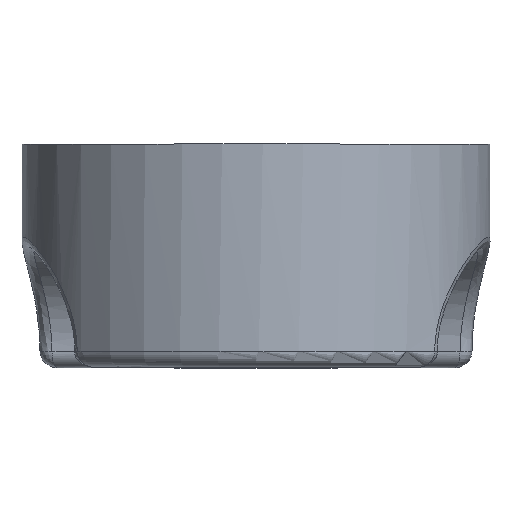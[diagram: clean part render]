
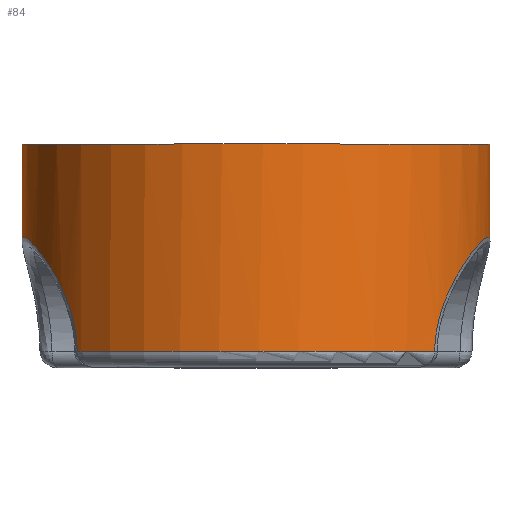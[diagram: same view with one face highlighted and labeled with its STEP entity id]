
A CAD part, top view. The second image highlights one B-rep face of the part: STEP entity #84.
In plain terms, the highlighted cylindrical face has radius 29.347 mm (diameter 58.694 mm), a full revolution.
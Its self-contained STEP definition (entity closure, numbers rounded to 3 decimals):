
#84=ADVANCED_FACE('',(#446,#448),#450,.T.);
#446=FACE_BOUND('',#447,.T.);
#447=EDGE_LOOP('',(#5510,#5511,#5512,#5513,#5514));
#448=FACE_OUTER_BOUND('',#449,.T.);
#449=EDGE_LOOP('',(#5515));
#450=CYLINDRICAL_SURFACE('',#451,29.347);
#451=AXIS2_PLACEMENT_3D('',#452,#453,#454);
#452=CARTESIAN_POINT('',(-20.,0.,20.5));
#453=DIRECTION('',(0.,1.,0.));
#454=DIRECTION('',(0.747,0.,0.664));
#5510=ORIENTED_EDGE('',*,*,#5679,.T.);
#5511=ORIENTED_EDGE('',*,*,#5680,.T.);
#5512=ORIENTED_EDGE('',*,*,#5681,.T.);
#5513=ORIENTED_EDGE('',*,*,#5682,.T.);
#5514=ORIENTED_EDGE('',*,*,#5683,.T.);
#5515=ORIENTED_EDGE('',*,*,#5672,.F.);
#5672=EDGE_CURVE('',#5760,#5760,#5761,.T.);
#5679=EDGE_CURVE('',#5774,#5775,#5776,.T.);
#5680=EDGE_CURVE('',#5775,#5777,#5778,.F.);
#5681=EDGE_CURVE('',#5777,#5779,#5780,.T.);
#5682=EDGE_CURVE('',#5779,#5781,#5782,.T.);
#5683=EDGE_CURVE('',#5781,#5774,#5783,.F.);
#5760=VERTEX_POINT('',#5914);
#5761=CIRCLE('',#5915,29.347);
#5774=VERTEX_POINT('',#5945);
#5775=VERTEX_POINT('',#5946);
#5776=CIRCLE('',#5947,29.347);
#5777=VERTEX_POINT('',#5951);
#5778=B_SPLINE_CURVE_WITH_KNOTS('',3,
(#5952,#5953,#5954,#5955,#5956,#5957,#5958,#5959,#5960,#5961,#5962,#5963,#5964,#5965,
#5966,#5967,#5968,#5969,#5970,#5971,#5972,#5973,#5974,#5975,#5976,#5977,#5978,#5979,
#5980,#5981,#5982,#5983,#5984,#5985,#5986,#5987,#5988,#5989,#5990,#5991,#5992,#5993,
#5994,#5995,#5996,#5997,#5998,#5999,#6000,#6001,#6002),
.UNSPECIFIED.,.F.,.F.,
(4,1,1,1,1,1,1,1,1,1,1,1,1,1,1,1,1,1,1,1,1,1,1,1,1,1,1,1,1,1,1,1,1,1,1,1,1,1,1,1,
1,1,1,1,1,1,1,1,4),
(0.,0.032,0.058,0.078,0.101,0.127,
0.159,0.192,0.228,0.266,0.304,
0.342,0.377,0.409,0.434,0.455,
0.474,0.492,0.51,0.525,0.539,
0.552,0.566,0.582,0.597,0.612,
0.623,0.634,0.646,0.659,0.674,
0.69,0.705,0.719,0.732,0.745,
0.761,0.779,0.8,0.827,0.853,
0.877,0.896,0.915,0.932,0.951,
0.974,0.99,1.),
.UNSPECIFIED.);
#5779=VERTEX_POINT('',#6003);
#5780=CIRCLE('',#6004,29.347);
#5781=VERTEX_POINT('',#6008);
#5782=CIRCLE('',#6009,29.347);
#5783=B_SPLINE_CURVE_WITH_KNOTS('',3,
(#6013,#6014,#6015,#6016,#6017,#6018,#6019,#6020,#6021,#6022,#6023,#6024,#6025,#6026,
#6027,#6028,#6029,#6030,#6031,#6032,#6033,#6034,#6035,#6036,#6037,#6038,#6039,#6040,
#6041,#6042,#6043,#6044,#6045,#6046),
.UNSPECIFIED.,.F.,.F.,
(4,1,1,1,1,1,1,1,1,1,1,1,1,1,1,1,1,1,1,1,1,1,1,1,1,1,1,1,1,1,1,4),
(0.,0.034,0.063,0.092,0.126,0.169,
0.214,0.26,0.299,0.334,0.365,
0.394,0.423,0.453,0.484,0.514,
0.544,0.575,0.609,0.643,0.682,
0.719,0.758,0.795,0.829,0.862,
0.891,0.92,0.945,0.967,0.983,
1.),
.UNSPECIFIED.);
#5914=CARTESIAN_POINT('',(-41.932,28.,40.));
#5915=AXIS2_PLACEMENT_3D('',#5916,#5917,#5918);
#5916=CARTESIAN_POINT('',(-20.,28.,20.5));
#5917=DIRECTION('',(0.,1.,0.));
#5918=DIRECTION('',(0.,0.,1.));
#5945=CARTESIAN_POINT('',(6.967,2.,8.924));
#5946=CARTESIAN_POINT('',(-46.967,2.,8.924));
#5947=AXIS2_PLACEMENT_3D('',#5948,#5949,#5950);
#5948=CARTESIAN_POINT('',(-20.,2.,20.5));
#5949=DIRECTION('',(0.,1.,0.));
#5950=DIRECTION('',(0.919,0.,-0.394));
#5951=CARTESIAN_POINT('',(-42.409,2.,39.45));
#5952=CARTESIAN_POINT('',(-42.409,2.,39.45));
#5953=CARTESIAN_POINT('',(-42.413,2.499,39.445));
#5954=CARTESIAN_POINT('',(-42.462,3.407,39.387));
#5955=CARTESIAN_POINT('',(-42.628,4.616,39.188));
#5956=CARTESIAN_POINT('',(-42.836,5.652,38.933));
#5957=CARTESIAN_POINT('',(-43.097,6.662,38.607));
#5958=CARTESIAN_POINT('',(-43.456,7.786,38.141));
#5959=CARTESIAN_POINT('',(-43.926,8.999,37.502));
#5960=CARTESIAN_POINT('',(-44.493,10.239,36.678));
#5961=CARTESIAN_POINT('',(-45.129,11.446,35.677));
#5962=CARTESIAN_POINT('',(-45.803,12.584,34.505));
#5963=CARTESIAN_POINT('',(-46.48,13.608,33.182));
#5964=CARTESIAN_POINT('',(-47.112,14.471,31.77));
#5965=CARTESIAN_POINT('',(-47.663,15.152,30.337));
#5966=CARTESIAN_POINT('',(-48.099,15.633,29.002));
#5967=CARTESIAN_POINT('',(-48.424,15.947,27.829));
#5968=CARTESIAN_POINT('',(-48.661,16.143,26.833));
#5969=CARTESIAN_POINT('',(-48.846,16.266,25.926));
#5970=CARTESIAN_POINT('',(-48.995,16.336,25.062));
#5971=CARTESIAN_POINT('',(-49.111,16.359,24.242));
#5972=CARTESIAN_POINT('',(-49.197,16.343,23.491));
#5973=CARTESIAN_POINT('',(-49.259,16.298,22.807));
#5974=CARTESIAN_POINT('',(-49.303,16.228,22.155));
#5975=CARTESIAN_POINT('',(-49.334,16.128,21.476));
#5976=CARTESIAN_POINT('',(-49.349,15.989,20.762));
#5977=CARTESIAN_POINT('',(-49.346,15.814,20.043));
#5978=CARTESIAN_POINT('',(-49.329,15.628,19.405));
#5979=CARTESIAN_POINT('',(-49.302,15.44,18.846));
#5980=CARTESIAN_POINT('',(-49.268,15.247,18.33));
#5981=CARTESIAN_POINT('',(-49.224,15.026,17.796));
#5982=CARTESIAN_POINT('',(-49.165,14.758,17.213));
#5983=CARTESIAN_POINT('',(-49.088,14.437,16.588));
#5984=CARTESIAN_POINT('',(-48.994,14.068,15.947));
#5985=CARTESIAN_POINT('',(-48.892,13.678,15.339));
#5986=CARTESIAN_POINT('',(-48.789,13.294,14.798));
#5987=CARTESIAN_POINT('',(-48.686,12.91,14.301));
#5988=CARTESIAN_POINT('',(-48.575,12.492,13.804));
#5989=CARTESIAN_POINT('',(-48.444,11.998,13.267));
#5990=CARTESIAN_POINT('',(-48.285,11.385,12.666));
#5991=CARTESIAN_POINT('',(-48.09,10.605,11.993));
#5992=CARTESIAN_POINT('',(-47.873,9.673,11.307));
#5993=CARTESIAN_POINT('',(-47.658,8.651,10.681));
#5994=CARTESIAN_POINT('',(-47.479,7.681,10.192));
#5995=CARTESIAN_POINT('',(-47.335,6.787,9.82));
#5996=CARTESIAN_POINT('',(-47.224,5.97,9.539));
#5997=CARTESIAN_POINT('',(-47.129,5.139,9.308));
#5998=CARTESIAN_POINT('',(-47.049,4.233,9.116));
#5999=CARTESIAN_POINT('',(-46.996,3.329,8.99));
#6000=CARTESIAN_POINT('',(-46.973,2.566,8.936));
#6001=CARTESIAN_POINT('',(-46.968,2.153,8.925));
#6002=CARTESIAN_POINT('',(-46.967,2.,8.924));
#6003=CARTESIAN_POINT('',(-41.932,2.,40.));
#6004=AXIS2_PLACEMENT_3D('',#6005,#6006,#6007);
#6005=CARTESIAN_POINT('',(-20.,2.,20.5));
#6006=DIRECTION('',(0.,1.,0.));
#6007=DIRECTION('',(-0.764,0.,0.646));
#6008=CARTESIAN_POINT('',(2.409,2.,39.45));
#6009=AXIS2_PLACEMENT_3D('',#6010,#6011,#6012);
#6010=CARTESIAN_POINT('',(-20.,2.,20.5));
#6011=DIRECTION('',(0.,1.,0.));
#6012=DIRECTION('',(-0.747,0.,0.664));
#6013=CARTESIAN_POINT('',(6.967,2.,8.924));
#6014=CARTESIAN_POINT('',(6.97,2.531,8.929));
#6015=CARTESIAN_POINT('',(6.998,3.526,8.996));
#6016=CARTESIAN_POINT('',(7.106,4.958,9.251));
#6017=CARTESIAN_POINT('',(7.267,6.352,9.645));
#6018=CARTESIAN_POINT('',(7.506,7.882,10.259));
#6019=CARTESIAN_POINT('',(7.838,9.546,11.185));
#6020=CARTESIAN_POINT('',(8.235,11.21,12.452));
#6021=CARTESIAN_POINT('',(8.614,12.642,13.917));
#6022=CARTESIAN_POINT('',(8.919,13.774,15.432));
#6023=CARTESIAN_POINT('',(9.134,14.615,16.879));
#6024=CARTESIAN_POINT('',(9.272,15.241,18.262));
#6025=CARTESIAN_POINT('',(9.344,15.71,19.618));
#6026=CARTESIAN_POINT('',(9.354,16.053,20.99));
#6027=CARTESIAN_POINT('',(9.296,16.278,22.422));
#6028=CARTESIAN_POINT('',(9.165,16.372,23.875));
#6029=CARTESIAN_POINT('',(8.958,16.333,25.34));
#6030=CARTESIAN_POINT('',(8.681,16.165,26.776));
#6031=CARTESIAN_POINT('',(8.322,15.857,28.239));
#6032=CARTESIAN_POINT('',(7.883,15.403,29.698));
#6033=CARTESIAN_POINT('',(7.347,14.771,31.188));
#6034=CARTESIAN_POINT('',(6.738,13.971,32.631));
#6035=CARTESIAN_POINT('',(6.063,12.99,34.017));
#6036=CARTESIAN_POINT('',(5.381,11.887,35.254));
#6037=CARTESIAN_POINT('',(4.719,10.685,36.333));
#6038=CARTESIAN_POINT('',(4.121,9.447,37.225));
#6039=CARTESIAN_POINT('',(3.606,8.199,37.942));
#6040=CARTESIAN_POINT('',(3.179,6.95,38.503));
#6041=CARTESIAN_POINT('',(2.854,5.75,38.912));
#6042=CARTESIAN_POINT('',(2.628,4.618,39.188));
#6043=CARTESIAN_POINT('',(2.497,3.648,39.345));
#6044=CARTESIAN_POINT('',(2.428,2.787,39.427));
#6045=CARTESIAN_POINT('',(2.411,2.263,39.447));
#6046=CARTESIAN_POINT('',(2.409,2.,39.45));
